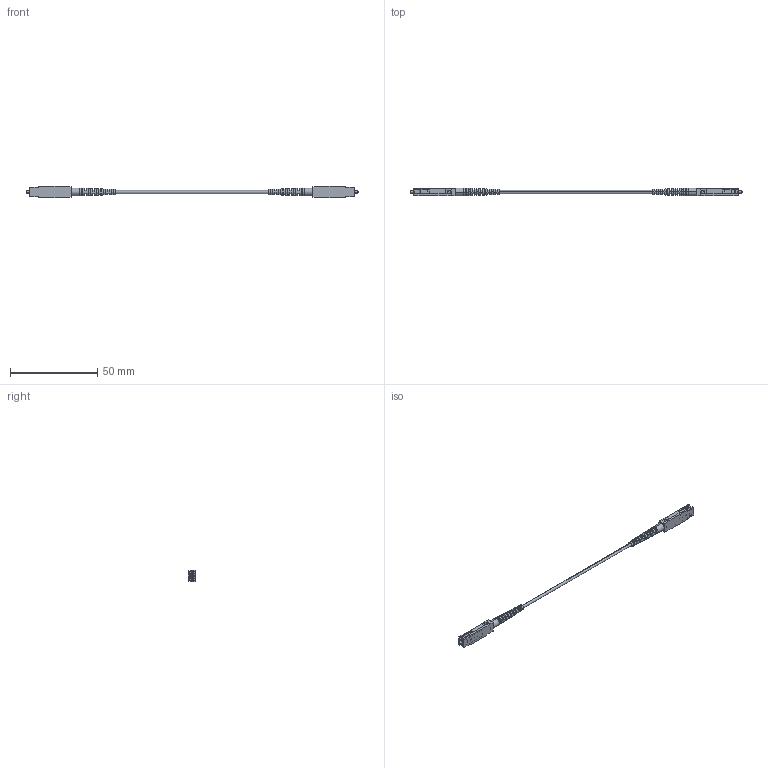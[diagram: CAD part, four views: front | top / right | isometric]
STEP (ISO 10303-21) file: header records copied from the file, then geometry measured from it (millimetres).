
FILE_DESCRIPTION (( 'STEP AP203' ), '1' );
FILE_NAME ('SFOMU-01.STEP', '2006-06-23T20:20:39', ( 'lcom' ), ( 'lcom' ), 'SwSTEP 2.0', 'SolidWorks 2006004', '' );
FILE_SCHEMA (( 'CONFIG_CONTROL_DESIGN' ));
Length unit declared in the file: inch
Products named in the file (9): SFOMU-01-MA1; 1AF07-002-MA4; 1AF07-002; SFOMU-01; 1AF07-002-MA6; 1AF07-002-MA2; 1AF07-002-MA3; 1AF07-002-MA1; 1AF07-002-MA5
Assembly tree (9 placements, depth 3):
  SFOMU-01
    1AF07-002  x2
      1AF07-002-MA6
      1AF07-002-MA5
      1AF07-002-MA4
      1AF07-002-MA1
      1AF07-002-MA3
      1AF07-002-MA2
    SFOMU-01-MA1
Bounding box: 190.3 x 4.39 x 6.6 mm (x, y, z)
Volume: 1321.9 mm3; surface area: 5016.3 mm2
Topology: 13 solids, 13 shells, 538 faces, 1598 edges, 1052 vertices
Faces by surface type: plane 444, cylinder 70, cone 20, bspline 4
Entity records: 12333 total; most frequent: CARTESIAN_POINT 3962, ORIENTED_EDGE 1604, DIRECTION 1480, EDGE_CURVE 802, VERTEX_POINT 528, LINE 504, VECTOR 504, AXIS2_PLACEMENT_3D 488
